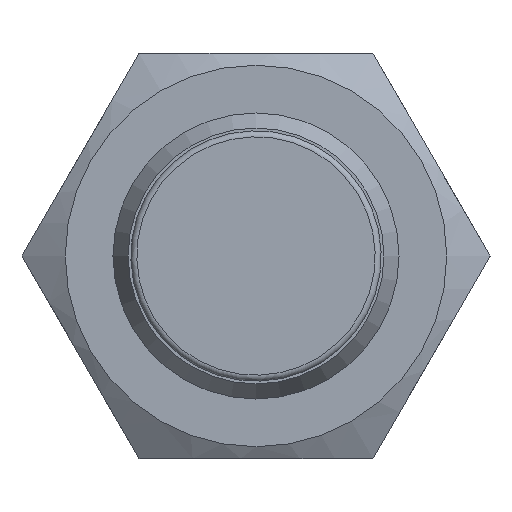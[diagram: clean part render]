
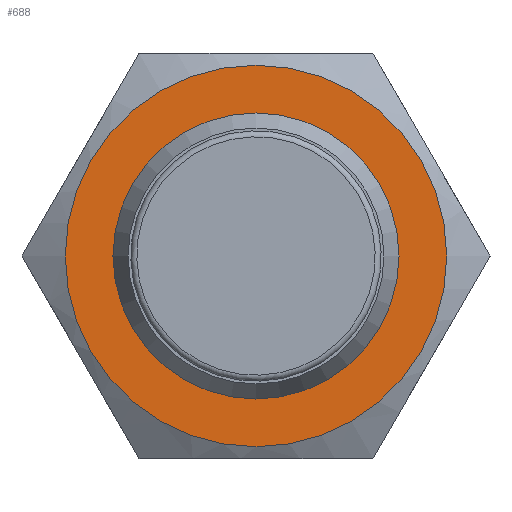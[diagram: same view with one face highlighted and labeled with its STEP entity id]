
A CAD part, left-side view. The second image highlights one B-rep face of the part: STEP entity #688.
In plain terms, the highlighted planar face has unit normal (-1, 0, 0).
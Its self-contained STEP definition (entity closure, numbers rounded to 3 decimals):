
#29=FACE_BOUND('',#124,.T.);
#48=PLANE('',#764);
#78=FACE_OUTER_BOUND('',#123,.T.);
#123=EDGE_LOOP('',(#477));
#124=EDGE_LOOP('',(#478));
#266=CIRCLE('',#765,8.);
#267=CIRCLE('',#766,6.);
#303=VERTEX_POINT('',#1068);
#304=VERTEX_POINT('',#1070);
#370=EDGE_CURVE('',#303,#303,#266,.T.);
#371=EDGE_CURVE('',#304,#304,#267,.T.);
#477=ORIENTED_EDGE('',*,*,#370,.T.);
#478=ORIENTED_EDGE('',*,*,#371,.F.);
#688=ADVANCED_FACE('',(#78,#29),#48,.F.);
#764=AXIS2_PLACEMENT_3D('',#1067,#872,#873);
#765=AXIS2_PLACEMENT_3D('',#1069,#874,#875);
#766=AXIS2_PLACEMENT_3D('',#1071,#876,#877);
#872=DIRECTION('center_axis',(1.,0.,0.));
#873=DIRECTION('ref_axis',(0.,0.,1.));
#874=DIRECTION('center_axis',(-1.,0.,0.));
#875=DIRECTION('ref_axis',(0.,1.,0.));
#876=DIRECTION('center_axis',(-1.,0.,0.));
#877=DIRECTION('ref_axis',(0.,1.,0.));
#1067=CARTESIAN_POINT('Origin',(4.749,0.,
0.));
#1068=CARTESIAN_POINT('',(4.749,-8.,0.));
#1069=CARTESIAN_POINT('Origin',(4.749,0.,0.));
#1070=CARTESIAN_POINT('',(4.749,-6.,0.));
#1071=CARTESIAN_POINT('Origin',(4.749,0.,0.));
